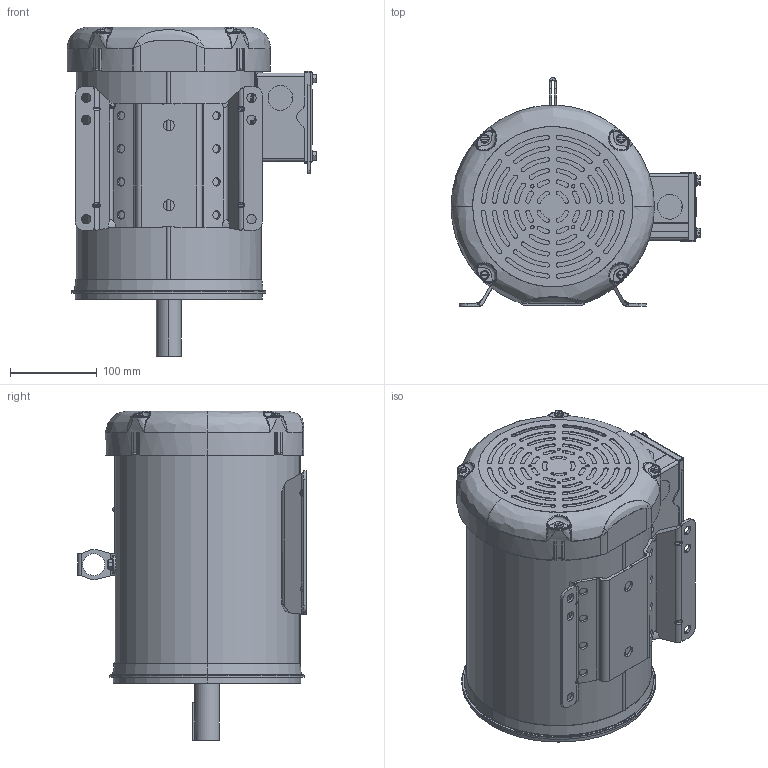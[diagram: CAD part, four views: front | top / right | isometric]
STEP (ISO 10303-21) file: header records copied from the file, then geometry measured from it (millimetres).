
FILE_DESCRIPTION (( 'STEP AP214' ), '1' );
FILE_NAME ('C383B From G590 1st.STEP', '2019-06-04T17:36:05', ( '' ), ( '' ), 'SwSTEP 2.0', 'SolidWorks 2017', '' );
FILE_SCHEMA (( 'AUTOMOTIVE_DESIGN' ));
Length unit declared in the file: inch
Products named in the file (1): C383B From G590 1st
Bounding box: 287.67 x 263.25 x 380.05 mm (x, y, z)
Volume: 2261697.3 mm3; surface area: 974073 mm2
Topology: 29 solids, 33 shells, 3321 faces, 8562 edges, 5296 vertices
Faces by surface type: bspline 1165, cylinder 968, plane 943, cone 245
Entity records: 156776 total; most frequent: CARTESIAN_POINT 83259, ORIENTED_EDGE 16952, DIRECTION 13089, EDGE_CURVE 8476, VERTEX_POINT 5296, AXIS2_PLACEMENT_3D 5096, EDGE_LOOP 3656, FACE_OUTER_BOUND 3321
